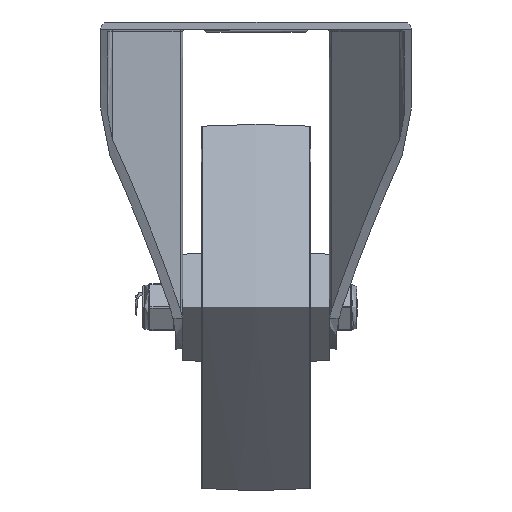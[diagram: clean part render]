
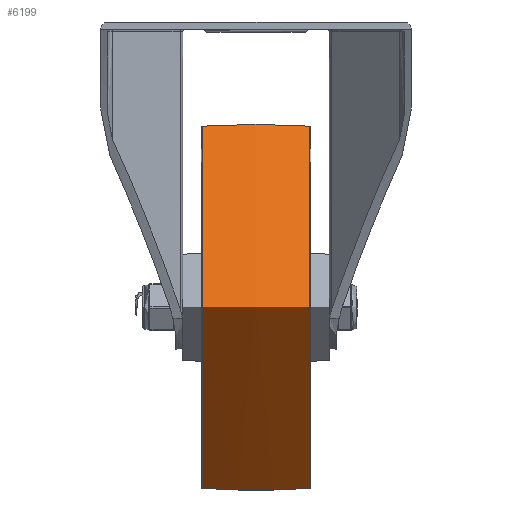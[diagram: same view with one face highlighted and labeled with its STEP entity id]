
A CAD part, left-side view. The second image highlights one B-rep face of the part: STEP entity #6199.
In plain terms, the highlighted free-form (B-spline) face has degree [2, 2] with [3, 9] control points.
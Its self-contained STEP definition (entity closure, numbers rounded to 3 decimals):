
#41=(
BOUNDED_SURFACE()
B_SPLINE_SURFACE(2,2,((#10300,#10301,#10302,#10303,#10304,#10305,#10306,
#10307,#10308),(#10309,#10310,#10311,#10312,#10313,#10314,#10315,#10316,
#10317),(#10318,#10319,#10320,#10321,#10322,#10323,#10324,#10325,#10326)),
 .UNSPECIFIED.,.F.,.T.,.F.)
B_SPLINE_SURFACE_WITH_KNOTS((3,3),(3,2,2,2,3),(-0.065,0.065),
(-3.142,-1.571,0.,1.571,3.142),
 .UNSPECIFIED.)
GEOMETRIC_REPRESENTATION_ITEM()
RATIONAL_B_SPLINE_SURFACE(((1.,0.707,1.,0.707,1.,
0.707,1.,0.707,1.),(0.998,0.706,
0.998,0.706,0.998,0.706,
0.998,0.706,0.998),(1.,0.707,
1.,0.707,1.,0.707,1.,0.707,1.)))
REPRESENTATION_ITEM('')
SURFACE()
);
#728=FACE_OUTER_BOUND('',#1136,.T.);
#1136=EDGE_LOOP('',(#4836,#4837,#4838,#4839));
#2361=CIRCLE('',#6824,49.531);
#2362=CIRCLE('',#6825,225.25);
#2363=CIRCLE('',#6826,49.531);
#2781=VERTEX_POINT('',#10297);
#2782=VERTEX_POINT('',#10327);
#3508=EDGE_CURVE('',#2781,#2781,#2361,.T.);
#3509=EDGE_CURVE('',#2781,#2782,#2362,.T.);
#3510=EDGE_CURVE('',#2782,#2782,#2363,.T.);
#4836=ORIENTED_EDGE('',*,*,#3508,.F.);
#4837=ORIENTED_EDGE('',*,*,#3509,.T.);
#4838=ORIENTED_EDGE('',*,*,#3510,.T.);
#4839=ORIENTED_EDGE('',*,*,#3509,.F.);
#6199=ADVANCED_FACE('',(#728),#41,.F.);
#6824=AXIS2_PLACEMENT_3D('',#10299,#8039,#8040);
#6825=AXIS2_PLACEMENT_3D('',#10328,#8041,#8042);
#6826=AXIS2_PLACEMENT_3D('',#10329,#8043,#8044);
#8039=DIRECTION('center_axis',(0.,1.,0.));
#8040=DIRECTION('ref_axis',(0.,0.,1.));
#8041=DIRECTION('center_axis',(-1.,0.,0.));
#8042=DIRECTION('ref_axis',(0.,0.,-1.));
#8043=DIRECTION('center_axis',(0.,1.,0.));
#8044=DIRECTION('ref_axis',(0.,0.,1.));
#10297=CARTESIAN_POINT('',(0.,14.532,-49.531));
#10299=CARTESIAN_POINT('Origin',(0.,14.532,0.));
#10300=CARTESIAN_POINT('Ctrl Pts',(0.,-14.532,-49.531));
#10301=CARTESIAN_POINT('Ctrl Pts',(-49.531,-14.532,-49.531));
#10302=CARTESIAN_POINT('Ctrl Pts',(-49.531,-14.532,0.));
#10303=CARTESIAN_POINT('Ctrl Pts',(-49.531,-14.532,49.531));
#10304=CARTESIAN_POINT('Ctrl Pts',(0.,-14.532,49.531));
#10305=CARTESIAN_POINT('Ctrl Pts',(49.531,-14.532,49.531));
#10306=CARTESIAN_POINT('Ctrl Pts',(49.531,-14.532,0.));
#10307=CARTESIAN_POINT('Ctrl Pts',(49.531,-14.532,-49.531));
#10308=CARTESIAN_POINT('Ctrl Pts',(0.,-14.532,-49.531));
#10309=CARTESIAN_POINT('Ctrl Pts',(0.,0.,-50.47));
#10310=CARTESIAN_POINT('Ctrl Pts',(-50.47,0.,
-50.47));
#10311=CARTESIAN_POINT('Ctrl Pts',(-50.47,0.,
0.));
#10312=CARTESIAN_POINT('Ctrl Pts',(-50.47,0.,
50.47));
#10313=CARTESIAN_POINT('Ctrl Pts',(0.,0.,50.47));
#10314=CARTESIAN_POINT('Ctrl Pts',(50.47,0.,
50.47));
#10315=CARTESIAN_POINT('Ctrl Pts',(50.47,0.,
0.));
#10316=CARTESIAN_POINT('Ctrl Pts',(50.47,0.,
-50.47));
#10317=CARTESIAN_POINT('Ctrl Pts',(0.,0.,-50.47));
#10318=CARTESIAN_POINT('Ctrl Pts',(0.,14.532,-49.531));
#10319=CARTESIAN_POINT('Ctrl Pts',(-49.531,14.532,-49.531));
#10320=CARTESIAN_POINT('Ctrl Pts',(-49.531,14.532,0.));
#10321=CARTESIAN_POINT('Ctrl Pts',(-49.531,14.532,49.531));
#10322=CARTESIAN_POINT('Ctrl Pts',(0.,14.532,49.531));
#10323=CARTESIAN_POINT('Ctrl Pts',(49.531,14.532,49.531));
#10324=CARTESIAN_POINT('Ctrl Pts',(49.531,14.532,0.));
#10325=CARTESIAN_POINT('Ctrl Pts',(49.531,14.532,-49.531));
#10326=CARTESIAN_POINT('Ctrl Pts',(0.,14.532,-49.531));
#10327=CARTESIAN_POINT('',(0.,-14.532,-49.531));
#10328=CARTESIAN_POINT('Origin',(0.,0.,
175.25));
#10329=CARTESIAN_POINT('Origin',(0.,-14.532,0.));
